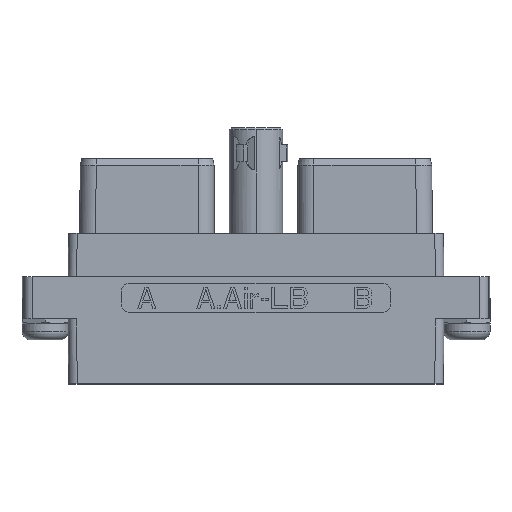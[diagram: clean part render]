
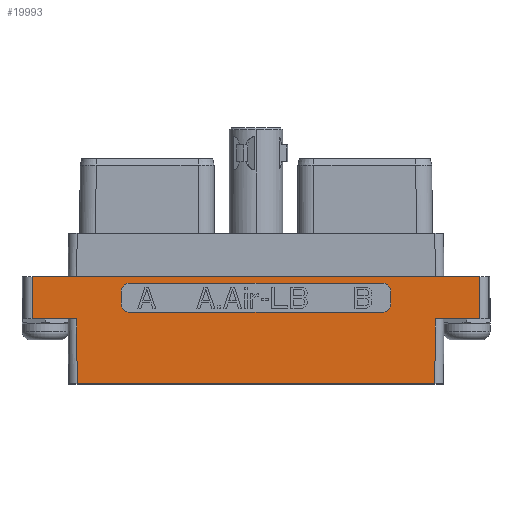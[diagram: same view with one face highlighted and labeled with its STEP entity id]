
A CAD part, top view. The second image highlights one B-rep face of the part: STEP entity #19993.
In plain terms, the highlighted planar face has unit normal (0, 0, 1).
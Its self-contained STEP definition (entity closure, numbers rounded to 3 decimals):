
#985=DIRECTION('',(-1.,0.,0.));
#986=VECTOR('',#985,53.065);
#987=CARTESIAN_POINT('',(26.532,-5.33,7.965));
#988=LINE('',#987,#986);
#1071=DIRECTION('',(0.,1.,0.));
#1072=VECTOR('',#1071,4.99);
#1073=CARTESIAN_POINT('',(26.532,-10.32,7.965));
#1074=LINE('',#1073,#1072);
#1089=CARTESIAN_POINT('',(-15.,-7.055,7.965));
#1090=DIRECTION('',(0.,0.,1.));
#1091=DIRECTION('',(0.,1.,0.));
#1092=AXIS2_PLACEMENT_3D('',#1089,#1090,#1091);
#1094=DIRECTION('',(0.,-1.,0.));
#1095=VECTOR('',#1094,1.5);
#1096=CARTESIAN_POINT('',(-15.985,-7.055,7.965));
#1097=LINE('',#1096,#1095);
#1098=CARTESIAN_POINT('',(-15.,-8.555,7.965));
#1099=DIRECTION('',(0.,0.,1.));
#1100=DIRECTION('',(-1.,0.,0.));
#1101=AXIS2_PLACEMENT_3D('',#1098,#1099,#1100);
#1103=DIRECTION('',(1.,0.,0.));
#1104=VECTOR('',#1103,30.);
#1105=CARTESIAN_POINT('',(-15.,-9.54,7.965));
#1106=LINE('',#1105,#1104);
#1107=CARTESIAN_POINT('',(15.,-8.555,7.965));
#1108=DIRECTION('',(0.,0.,1.));
#1109=DIRECTION('',(0.,-1.,0.));
#1110=AXIS2_PLACEMENT_3D('',#1107,#1108,#1109);
#1112=DIRECTION('',(0.,1.,0.));
#1113=VECTOR('',#1112,1.5);
#1114=CARTESIAN_POINT('',(15.985,-8.555,7.965));
#1115=LINE('',#1114,#1113);
#1116=CARTESIAN_POINT('',(15.,-7.055,7.965));
#1117=DIRECTION('',(0.,0.,1.));
#1118=DIRECTION('',(1.,0.,0.));
#1119=AXIS2_PLACEMENT_3D('',#1116,#1117,#1118);
#1121=DIRECTION('',(-1.,0.,0.));
#1122=VECTOR('',#1121,30.);
#1123=CARTESIAN_POINT('',(15.,-6.07,7.965));
#1124=LINE('',#1123,#1122);
#1170=DIRECTION('',(1.,0.,0.));
#1171=VECTOR('',#1170,5.273);
#1172=CARTESIAN_POINT('',(21.26,-10.32,7.965));
#1173=LINE('',#1172,#1171);
#1829=DIRECTION('',(0.,-1.,0.));
#1830=VECTOR('',#1829,4.99);
#1831=CARTESIAN_POINT('',(-26.532,-5.33,7.965));
#1832=LINE('',#1831,#1830);
#1875=DIRECTION('',(1.,0.,0.));
#1876=VECTOR('',#1875,5.273);
#1877=CARTESIAN_POINT('',(-26.532,-10.32,7.965));
#1878=LINE('',#1877,#1876);
#3268=CARTESIAN_POINT('',(-21.26,-10.32,7.965));
#3270=DIRECTION('',(0.006,-1.,0.));
#3271=VECTOR('',#3270,7.7);
#3272=CARTESIAN_POINT('',(-21.26,-10.32,7.965));
#3273=LINE('',#3272,#3271);
#3317=DIRECTION('',(1.,0.,0.));
#3318=VECTOR('',#3317,42.42);
#3319=CARTESIAN_POINT('',(-21.21,-18.02,7.965));
#3320=LINE('',#3319,#3318);
#3428=DIRECTION('',(0.006,1.,0.));
#3429=VECTOR('',#3428,7.7);
#3430=CARTESIAN_POINT('',(21.21,-18.02,7.965));
#3431=LINE('',#3430,#3429);
#16971=VERTEX_POINT('',#3268);
#18329=CARTESIAN_POINT('',(21.21,-18.02,7.965));
#18330=CARTESIAN_POINT('',(21.26,-10.32,7.965));
#18331=VERTEX_POINT('',#18329);
#18332=VERTEX_POINT('',#18330);
#18344=CARTESIAN_POINT('',(-21.21,-18.02,7.965));
#18345=VERTEX_POINT('',#18344);
#18355=CARTESIAN_POINT('',(26.532,-10.32,7.965));
#18356=CARTESIAN_POINT('',(26.532,-5.33,7.965));
#18357=VERTEX_POINT('',#18355);
#18358=VERTEX_POINT('',#18356);
#18371=CARTESIAN_POINT('',(-26.532,-5.33,7.965));
#18372=CARTESIAN_POINT('',(-26.532,-10.32,7.965));
#18373=VERTEX_POINT('',#18371);
#18374=VERTEX_POINT('',#18372);
#18837=CARTESIAN_POINT('',(-15.,-6.07,7.965));
#18838=CARTESIAN_POINT('',(-15.985,-7.055,7.965));
#18839=VERTEX_POINT('',#18837);
#18840=VERTEX_POINT('',#18838);
#18841=CARTESIAN_POINT('',(-15.985,-8.555,7.965));
#18842=VERTEX_POINT('',#18841);
#18843=CARTESIAN_POINT('',(-15.,-9.54,7.965));
#18844=VERTEX_POINT('',#18843);
#18845=CARTESIAN_POINT('',(15.,-9.54,7.965));
#18846=VERTEX_POINT('',#18845);
#18847=CARTESIAN_POINT('',(15.985,-8.555,7.965));
#18848=VERTEX_POINT('',#18847);
#18849=CARTESIAN_POINT('',(15.985,-7.055,7.965));
#18850=VERTEX_POINT('',#18849);
#18851=CARTESIAN_POINT('',(15.,-6.07,7.965));
#18852=VERTEX_POINT('',#18851);
#19954=CARTESIAN_POINT('',(-27.69,-5.345,7.965));
#19955=DIRECTION('',(0.,0.,1.));
#19956=DIRECTION('',(1.,0.,0.));
#19957=AXIS2_PLACEMENT_3D('',#19954,#19955,#19956);
#19958=PLANE('',#19957);
#19960=ORIENTED_EDGE('',*,*,#19959,.F.);
#19962=ORIENTED_EDGE('',*,*,#19961,.F.);
#19964=ORIENTED_EDGE('',*,*,#19963,.F.);
#19966=ORIENTED_EDGE('',*,*,#19965,.F.);
#19968=ORIENTED_EDGE('',*,*,#19967,.F.);
#19970=ORIENTED_EDGE('',*,*,#19969,.F.);
#19971=ORIENTED_EDGE('',*,*,#19877,.F.);
#19972=ORIENTED_EDGE('',*,*,#19944,.F.);
#19973=EDGE_LOOP('',(#19960,#19962,#19964,#19966,#19968,#19970,#19971,#19972));
#19974=FACE_OUTER_BOUND('',#19973,.F.);
#19976=ORIENTED_EDGE('',*,*,#19975,.T.);
#19978=ORIENTED_EDGE('',*,*,#19977,.T.);
#19980=ORIENTED_EDGE('',*,*,#19979,.T.);
#19982=ORIENTED_EDGE('',*,*,#19981,.T.);
#19984=ORIENTED_EDGE('',*,*,#19983,.T.);
#19986=ORIENTED_EDGE('',*,*,#19985,.T.);
#19988=ORIENTED_EDGE('',*,*,#19987,.T.);
#19990=ORIENTED_EDGE('',*,*,#19989,.T.);
#19991=EDGE_LOOP('',(#19976,#19978,#19980,#19982,#19984,#19986,#19988,#19990));
#19992=FACE_BOUND('',#19991,.F.);
#19993=ADVANCED_FACE('',(#19974,#19992),#19958,.T.);
#1093=CIRCLE('',#1092,0.985);
#1102=CIRCLE('',#1101,0.985);
#1111=CIRCLE('',#1110,0.985);
#1120=CIRCLE('',#1119,0.985);
#19877=EDGE_CURVE('',#18358,#18373,#988,.T.);
#19944=EDGE_CURVE('',#18357,#18358,#1074,.T.);
#19959=EDGE_CURVE('',#18332,#18357,#1173,.T.);
#19961=EDGE_CURVE('',#18331,#18332,#3431,.T.);
#19963=EDGE_CURVE('',#18345,#18331,#3320,.T.);
#19965=EDGE_CURVE('',#16971,#18345,#3273,.T.);
#19967=EDGE_CURVE('',#18374,#16971,#1878,.T.);
#19969=EDGE_CURVE('',#18373,#18374,#1832,.T.);
#19975=EDGE_CURVE('',#18839,#18840,#1093,.T.);
#19977=EDGE_CURVE('',#18840,#18842,#1097,.T.);
#19979=EDGE_CURVE('',#18842,#18844,#1102,.T.);
#19981=EDGE_CURVE('',#18844,#18846,#1106,.T.);
#19983=EDGE_CURVE('',#18846,#18848,#1111,.T.);
#19985=EDGE_CURVE('',#18848,#18850,#1115,.T.);
#19987=EDGE_CURVE('',#18850,#18852,#1120,.T.);
#19989=EDGE_CURVE('',#18852,#18839,#1124,.T.);
